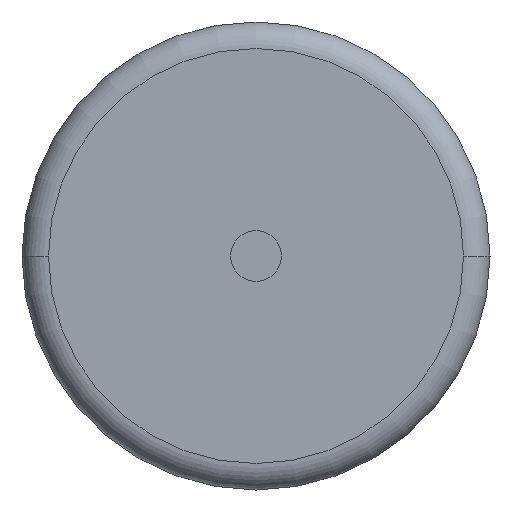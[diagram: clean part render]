
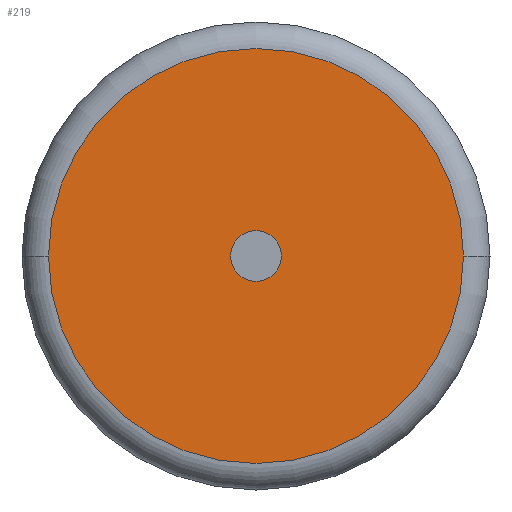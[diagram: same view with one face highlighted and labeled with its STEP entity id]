
A CAD part, left-side view. The second image highlights one B-rep face of the part: STEP entity #219.
In plain terms, the highlighted planar face has unit normal (-1, 0, 0).
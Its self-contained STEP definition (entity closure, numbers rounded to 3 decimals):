
#7 = CIRCLE ( 'NONE', #282, 0.325 ) ;
#20 = FACE_BOUND ( 'NONE', #318, .T. ) ;
#29 = VERTEX_POINT ( 'NONE', #133 ) ;
#46 = DIRECTION ( 'NONE',  ( 0., -1., 0. ) ) ;
#49 = DIRECTION ( 'NONE',  ( 1., 0., 0. ) ) ;
#52 = DIRECTION ( 'NONE',  ( 0., 1., 0. ) ) ;
#67 = ORIENTED_EDGE ( 'NONE', *, *, #192, .F. ) ;
#69 = AXIS2_PLACEMENT_3D ( 'NONE', #203, #148, #78 ) ;
#78 = DIRECTION ( 'NONE',  ( 0., 0., 1. ) ) ;
#89 = ORIENTED_EDGE ( 'NONE', *, *, #251, .T. ) ;
#91 = AXIS2_PLACEMENT_3D ( 'NONE', #110, #334, #52 ) ;
#101 = AXIS2_PLACEMENT_3D ( 'NONE', #227, #325, #46 ) ;
#106 = VERTEX_POINT ( 'NONE', #256 ) ;
#110 = CARTESIAN_POINT ( 'NONE',  ( 0., 0., 0. ) ) ;
#124 = DIRECTION ( 'NONE',  ( 0., 0., -1. ) ) ;
#133 = CARTESIAN_POINT ( 'NONE',  ( 0., -2.66, 0. ) ) ;
#148 = DIRECTION ( 'NONE',  ( -1., 0., 0. ) ) ;
#151 = EDGE_CURVE ( 'NONE', #29, #383, #215, .T. ) ;
#172 = CARTESIAN_POINT ( 'NONE',  ( 0., 2.66, 0. ) ) ;
#174 = EDGE_LOOP ( 'NONE', ( #218, #89 ) ) ;
#184 = CARTESIAN_POINT ( 'NONE',  ( 0., 0., 0.325 ) ) ;
#186 = ORIENTED_EDGE ( 'NONE', *, *, #315, .F. ) ;
#192 = EDGE_CURVE ( 'NONE', #393, #106, #223, .T. ) ;
#203 = CARTESIAN_POINT ( 'NONE',  ( 0., 0., 0. ) ) ;
#212 = DIRECTION ( 'NONE',  ( -1., 0., 0. ) ) ;
#215 = CIRCLE ( 'NONE', #101, 2.66 ) ;
#218 = ORIENTED_EDGE ( 'NONE', *, *, #151, .T. ) ;
#219 = ADVANCED_FACE ( 'NONE', ( #273, #20 ), #263, .F. ) ;
#223 = CIRCLE ( 'NONE', #69, 0.325 ) ;
#227 = CARTESIAN_POINT ( 'NONE',  ( 0., 0., 0. ) ) ;
#236 = DIRECTION ( 'NONE',  ( 0., 1., 0. ) ) ;
#251 = EDGE_CURVE ( 'NONE', #383, #29, #254, .T. ) ;
#254 = CIRCLE ( 'NONE', #91, 2.66 ) ;
#256 = CARTESIAN_POINT ( 'NONE',  ( 0., 0., -0.325 ) ) ;
#263 = PLANE ( 'NONE',  #289 ) ;
#273 = FACE_OUTER_BOUND ( 'NONE', #174, .T. ) ;
#282 = AXIS2_PLACEMENT_3D ( 'NONE', #372, #212, #124 ) ;
#289 = AXIS2_PLACEMENT_3D ( 'NONE', #301, #49, #236 ) ;
#301 = CARTESIAN_POINT ( 'NONE',  ( 0., 0., 0. ) ) ;
#315 = EDGE_CURVE ( 'NONE', #106, #393, #7, .T. ) ;
#318 = EDGE_LOOP ( 'NONE', ( #186, #67 ) ) ;
#325 = DIRECTION ( 'NONE',  ( -1., 0., 0. ) ) ;
#334 = DIRECTION ( 'NONE',  ( -1., 0., 0. ) ) ;
#372 = CARTESIAN_POINT ( 'NONE',  ( 0., 0., 0. ) ) ;
#383 = VERTEX_POINT ( 'NONE', #172 ) ;
#393 = VERTEX_POINT ( 'NONE', #184 ) ;
